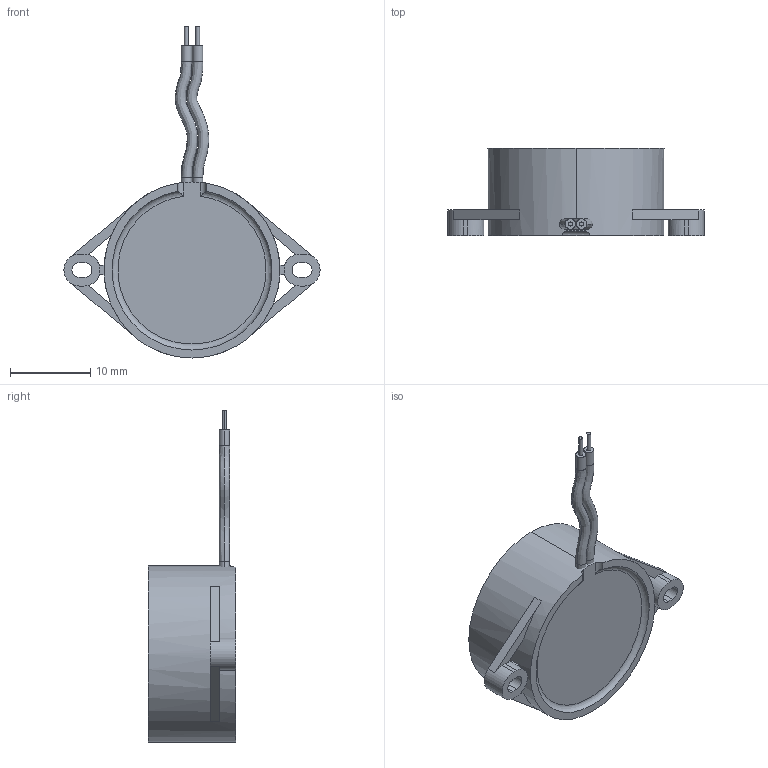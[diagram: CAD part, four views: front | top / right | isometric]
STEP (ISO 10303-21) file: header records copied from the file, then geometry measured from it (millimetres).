
FILE_DESCRIPTION (( 'STEP AP203' ), '1' );
FILE_NAME ('PB-2211.STEP', '2017-01-03T19:22:49', ( 'Gem' ), ( '' ), 'SwSTEP 2.0', 'SolidWorks 2013', '' );
FILE_SCHEMA (( 'CONFIG_CONTROL_DESIGN' ));
Length unit declared in the file: millimetre
Products named in the file (1): PB-2211
Bounding box: 32 x 10.9 x 41.5 mm (x, y, z)
Volume: 4013.6 mm3; surface area: 2007.2 mm2
Topology: 5 solids, 5 shells, 75 faces, 188 edges, 122 vertices
Faces by surface type: plane 42, cylinder 26, bspline 4, cone 2, torus 1
Entity records: 3071 total; most frequent: CARTESIAN_POINT 1134, DIRECTION 402, ORIENTED_EDGE 376, EDGE_CURVE 188, AXIS2_PLACEMENT_3D 150, VERTEX_POINT 122, VECTOR 102, LINE 102
